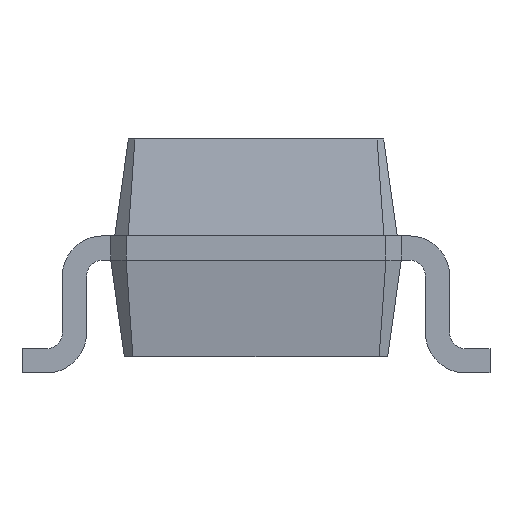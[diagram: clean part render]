
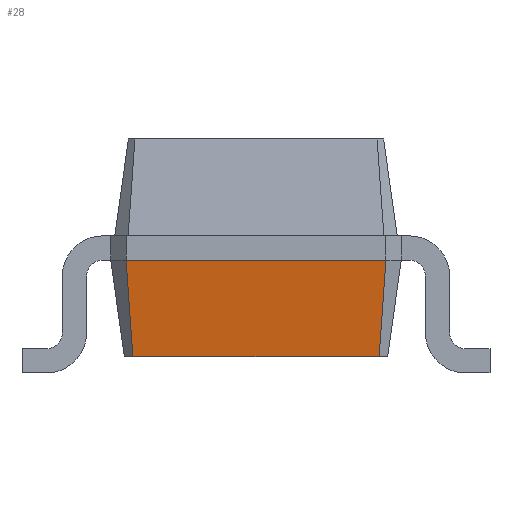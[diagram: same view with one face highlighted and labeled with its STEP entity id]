
A CAD part, left-side view. The second image highlights one B-rep face of the part: STEP entity #28.
In plain terms, the highlighted free-form (B-spline) face has degree [1, 1] with [2, 2] control points.
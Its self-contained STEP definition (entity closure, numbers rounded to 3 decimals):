
#28 = ADVANCED_FACE('',(#29),#43,.F.);
#29 = FACE_BOUND('',#30,.F.);
#30 = EDGE_LOOP('',(#31,#65,#92,#120));
#31 = ORIENTED_EDGE('',*,*,#32,.T.);
#32 = EDGE_CURVE('',#33,#35,#37,.T.);
#33 = VERTEX_POINT('',#34);
#34 = CARTESIAN_POINT('',(-1.466,-0.763,0.1));
#35 = VERTEX_POINT('',#36);
#36 = CARTESIAN_POINT('',(-1.466,0.763,0.1));
#37 = SURFACE_CURVE('',#38,(#42,#53),.PCURVE_S1.);
#38 = LINE('',#39,#40);
#39 = CARTESIAN_POINT('',(-1.466,-0.763,0.1));
#40 = VECTOR('',#41,1.);
#41 = DIRECTION('',(0.,1.,0.));
#42 = PCURVE('',#43,#48);
#43 = B_SPLINE_SURFACE_WITH_KNOTS('',1,1,(
    (#44,#45)
    ,(#46,#47)),.UNSPECIFIED.,.F.,.F.,.F.,(2,2),(2,2),(0.,1.61),(0.,1.),
  .PIECEWISE_BEZIER_KNOTS.);
#44 = CARTESIAN_POINT('',(-1.466,-0.763,0.1));
#45 = CARTESIAN_POINT('',(-1.55,-0.805,0.7));
#46 = CARTESIAN_POINT('',(-1.466,0.763,0.1));
#47 = CARTESIAN_POINT('',(-1.55,0.805,0.7));
#48 = DEFINITIONAL_REPRESENTATION('',(#49),#52);
#49 = B_SPLINE_CURVE_WITH_KNOTS('',1,(#50,#51),.UNSPECIFIED.,.F.,.F.,(2,
    2),(0.,1.526),.PIECEWISE_BEZIER_KNOTS.);
#50 = CARTESIAN_POINT('',(0.,0.));
#51 = CARTESIAN_POINT('',(1.61,0.));
#52 = ( GEOMETRIC_REPRESENTATION_CONTEXT(2) 
PARAMETRIC_REPRESENTATION_CONTEXT() REPRESENTATION_CONTEXT('2D SPACE',''
  ) );
#53 = PCURVE('',#54,#59);
#54 = PLANE('',#55);
#55 = AXIS2_PLACEMENT_3D('',#56,#57,#58);
#56 = CARTESIAN_POINT('',(-1.466,-0.763,0.1));
#57 = DIRECTION('',(0.,0.,1.));
#58 = DIRECTION('',(0.887,0.462,0.));
#59 = DEFINITIONAL_REPRESENTATION('',(#60),#64);
#60 = LINE('',#61,#62);
#61 = CARTESIAN_POINT('',(0.,0.));
#62 = VECTOR('',#63,1.);
#63 = DIRECTION('',(0.462,0.887));
#64 = ( GEOMETRIC_REPRESENTATION_CONTEXT(2) 
PARAMETRIC_REPRESENTATION_CONTEXT() REPRESENTATION_CONTEXT('2D SPACE',''
  ) );
#65 = ORIENTED_EDGE('',*,*,#66,.T.);
#66 = EDGE_CURVE('',#35,#67,#69,.T.);
#67 = VERTEX_POINT('',#68);
#68 = CARTESIAN_POINT('',(-1.55,0.805,0.7));
#69 = SURFACE_CURVE('',#70,(#73,#80),.PCURVE_S1.);
#70 = B_SPLINE_CURVE_WITH_KNOTS('',1,(#71,#72),.UNSPECIFIED.,.F.,.F.,(2,
    2),(0.,1.),.PIECEWISE_BEZIER_KNOTS.);
#71 = CARTESIAN_POINT('',(-1.466,0.763,0.1));
#72 = CARTESIAN_POINT('',(-1.55,0.805,0.7));
#73 = PCURVE('',#43,#74);
#74 = DEFINITIONAL_REPRESENTATION('',(#75),#79);
#75 = LINE('',#76,#77);
#76 = CARTESIAN_POINT('',(1.61,0.));
#77 = VECTOR('',#78,1.);
#78 = DIRECTION('',(0.,1.));
#79 = ( GEOMETRIC_REPRESENTATION_CONTEXT(2) 
PARAMETRIC_REPRESENTATION_CONTEXT() REPRESENTATION_CONTEXT('2D SPACE',''
  ) );
#80 = PCURVE('',#81,#86);
#81 = B_SPLINE_SURFACE_WITH_KNOTS('',1,1,(
    (#82,#83)
    ,(#84,#85
    )),.UNSPECIFIED.,.F.,.F.,.F.,(2,2),(2,2),(0.,0.134),(0.,1.)
  ,.PIECEWISE_BEZIER_KNOTS.);
#82 = CARTESIAN_POINT('',(-1.466,0.763,0.1));
#83 = CARTESIAN_POINT('',(-1.55,0.805,0.7));
#84 = CARTESIAN_POINT('',(-1.413,0.816,0.1));
#85 = CARTESIAN_POINT('',(-1.455,0.9,0.7));
#86 = DEFINITIONAL_REPRESENTATION('',(#87),#91);
#87 = LINE('',#88,#89);
#88 = CARTESIAN_POINT('',(0.,0.));
#89 = VECTOR('',#90,1.);
#90 = DIRECTION('',(0.,1.));
#91 = ( GEOMETRIC_REPRESENTATION_CONTEXT(2) 
PARAMETRIC_REPRESENTATION_CONTEXT() REPRESENTATION_CONTEXT('2D SPACE',''
  ) );
#92 = ORIENTED_EDGE('',*,*,#93,.F.);
#93 = EDGE_CURVE('',#94,#67,#96,.T.);
#94 = VERTEX_POINT('',#95);
#95 = CARTESIAN_POINT('',(-1.55,-0.805,0.7));
#96 = SURFACE_CURVE('',#97,(#101,#108),.PCURVE_S1.);
#97 = LINE('',#98,#99);
#98 = CARTESIAN_POINT('',(-1.55,-0.805,0.7));
#99 = VECTOR('',#100,1.);
#100 = DIRECTION('',(0.,1.,0.));
#101 = PCURVE('',#43,#102);
#102 = DEFINITIONAL_REPRESENTATION('',(#103),#107);
#103 = LINE('',#104,#105);
#104 = CARTESIAN_POINT('',(0.,1.));
#105 = VECTOR('',#106,1.);
#106 = DIRECTION('',(1.,0.));
#107 = ( GEOMETRIC_REPRESENTATION_CONTEXT(2) 
PARAMETRIC_REPRESENTATION_CONTEXT() REPRESENTATION_CONTEXT('2D SPACE',''
  ) );
#108 = PCURVE('',#109,#114);
#109 = PLANE('',#110);
#110 = AXIS2_PLACEMENT_3D('',#111,#112,#113);
#111 = CARTESIAN_POINT('',(-1.55,-0.805,0.85));
#112 = DIRECTION('',(1.,0.,0.));
#113 = DIRECTION('',(0.,1.,0.));
#114 = DEFINITIONAL_REPRESENTATION('',(#115),#119);
#115 = LINE('',#116,#117);
#116 = CARTESIAN_POINT('',(0.,-0.15));
#117 = VECTOR('',#118,1.);
#118 = DIRECTION('',(1.,0.));
#119 = ( GEOMETRIC_REPRESENTATION_CONTEXT(2) 
PARAMETRIC_REPRESENTATION_CONTEXT() REPRESENTATION_CONTEXT('2D SPACE',''
  ) );
#120 = ORIENTED_EDGE('',*,*,#121,.F.);
#121 = EDGE_CURVE('',#33,#94,#122,.T.);
#122 = SURFACE_CURVE('',#123,(#126,#133),.PCURVE_S1.);
#123 = B_SPLINE_CURVE_WITH_KNOTS('',1,(#124,#125),.UNSPECIFIED.,.F.,.F.,
  (2,2),(0.,1.),.PIECEWISE_BEZIER_KNOTS.);
#124 = CARTESIAN_POINT('',(-1.466,-0.763,0.1));
#125 = CARTESIAN_POINT('',(-1.55,-0.805,0.7));
#126 = PCURVE('',#43,#127);
#127 = DEFINITIONAL_REPRESENTATION('',(#128),#132);
#128 = LINE('',#129,#130);
#129 = CARTESIAN_POINT('',(0.,0.));
#130 = VECTOR('',#131,1.);
#131 = DIRECTION('',(0.,1.));
#132 = ( GEOMETRIC_REPRESENTATION_CONTEXT(2) 
PARAMETRIC_REPRESENTATION_CONTEXT() REPRESENTATION_CONTEXT('2D SPACE',''
  ) );
#133 = PCURVE('',#134,#139);
#134 = B_SPLINE_SURFACE_WITH_KNOTS('',1,1,(
    (#135,#136)
    ,(#137,#138
    )),.UNSPECIFIED.,.F.,.F.,.F.,(2,2),(2,2),(0.,0.134),(0.,1.)
  ,.PIECEWISE_BEZIER_KNOTS.);
#135 = CARTESIAN_POINT('',(-1.413,-0.816,0.1));
#136 = CARTESIAN_POINT('',(-1.455,-0.9,0.7));
#137 = CARTESIAN_POINT('',(-1.466,-0.763,0.1));
#138 = CARTESIAN_POINT('',(-1.55,-0.805,0.7));
#139 = DEFINITIONAL_REPRESENTATION('',(#140),#144);
#140 = LINE('',#141,#142);
#141 = CARTESIAN_POINT('',(0.134,0.));
#142 = VECTOR('',#143,1.);
#143 = DIRECTION('',(0.,1.));
#144 = ( GEOMETRIC_REPRESENTATION_CONTEXT(2) 
PARAMETRIC_REPRESENTATION_CONTEXT() REPRESENTATION_CONTEXT('2D SPACE',''
  ) );
